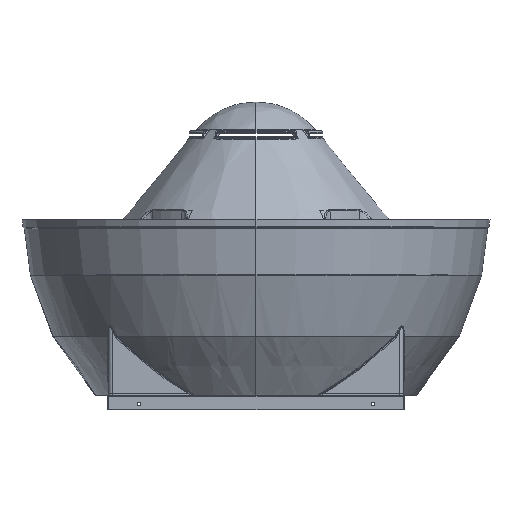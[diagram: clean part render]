
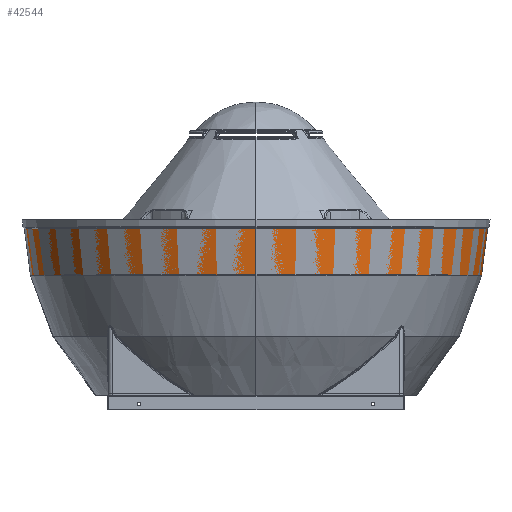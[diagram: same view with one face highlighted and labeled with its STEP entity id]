
A CAD part, left-side view. The second image highlights one B-rep face of the part: STEP entity #42544.
In plain terms, the highlighted conical face has half-angle 7.5 degrees and reference radius 578.5 mm.
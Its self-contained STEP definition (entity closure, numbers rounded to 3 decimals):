
#3984 = LINE ( 'NONE', #61843, #60990 ) ;
#10099 = ORIENTED_EDGE ( 'NONE', *, *, #62298, .T. ) ;
#11231 = CARTESIAN_POINT ( 'NONE',  ( 0., 308.006, 0. ) ) ;
#11783 = CARTESIAN_POINT ( 'NONE',  ( 0., 426.595, 594.113 ) ) ;
#12423 = LINE ( 'NONE', #29459, #36489 ) ;
#18368 = DIRECTION ( 'NONE',  ( 0., 0., -1. ) ) ;
#25651 = ORIENTED_EDGE ( 'NONE', *, *, #72759, .F. ) ;
#26083 = CARTESIAN_POINT ( 'NONE',  ( 0., 426.595, 0. ) ) ;
#26938 = CONICAL_SURFACE ( 'NONE', #32075, 578.5, 0.131 ) ;
#28984 = DIRECTION ( 'NONE',  ( 0., 0.991, -0.131 ) ) ;
#29459 = CARTESIAN_POINT ( 'NONE',  ( 0., 308.006, -578.5 ) ) ;
#30172 = CIRCLE ( 'NONE', #54843, 594.113 ) ;
#31742 = EDGE_LOOP ( 'NONE', ( #25651, #73083, #47101, #10099 ) ) ;
#32075 = AXIS2_PLACEMENT_3D ( 'NONE', #11231, #61793, #41832 ) ;
#32675 = CIRCLE ( 'NONE', #38286, 578.5 ) ;
#33040 = DIRECTION ( 'NONE',  ( 0., 0., -1. ) ) ;
#36489 = VECTOR ( 'NONE', #28984, 1000. ) ;
#36866 = VERTEX_POINT ( 'NONE', #57184 ) ;
#38286 = AXIS2_PLACEMENT_3D ( 'NONE', #46769, #51749, #18368 ) ;
#41832 = DIRECTION ( 'NONE',  ( 0., 0., 1. ) ) ;
#42544 = ADVANCED_FACE ( 'NONE', ( #51188 ), #26938, .T. ) ;
#42974 = EDGE_CURVE ( 'NONE', #52015, #64712, #32675, .T. ) ;
#46769 = CARTESIAN_POINT ( 'NONE',  ( 0., 308.006, 0. ) ) ;
#47101 = ORIENTED_EDGE ( 'NONE', *, *, #47125, .T. ) ;
#47125 = EDGE_CURVE ( 'NONE', #52015, #72809, #3984, .T. ) ;
#50161 = DIRECTION ( 'NONE',  ( 0., 0.991, 0.131 ) ) ;
#51188 = FACE_OUTER_BOUND ( 'NONE', #31742, .T. ) ;
#51324 = CARTESIAN_POINT ( 'NONE',  ( 0., 308.006, -578.5 ) ) ;
#51749 = DIRECTION ( 'NONE',  ( 0., -1., 0. ) ) ;
#52015 = VERTEX_POINT ( 'NONE', #72009 ) ;
#54843 = AXIS2_PLACEMENT_3D ( 'NONE', #26083, #71659, #33040 ) ;
#57184 = CARTESIAN_POINT ( 'NONE',  ( 0., 426.595, -594.113 ) ) ;
#60990 = VECTOR ( 'NONE', #50161, 1000. ) ;
#61793 = DIRECTION ( 'NONE',  ( 0., 1., 0. ) ) ;
#61843 = CARTESIAN_POINT ( 'NONE',  ( 0., 308.006, 578.5 ) ) ;
#62298 = EDGE_CURVE ( 'NONE', #72809, #36866, #30172, .T. ) ;
#64712 = VERTEX_POINT ( 'NONE', #51324 ) ;
#71659 = DIRECTION ( 'NONE',  ( 0., -1., 0. ) ) ;
#72009 = CARTESIAN_POINT ( 'NONE',  ( 0., 308.006, 578.5 ) ) ;
#72759 = EDGE_CURVE ( 'NONE', #64712, #36866, #12423, .T. ) ;
#72809 = VERTEX_POINT ( 'NONE', #11783 ) ;
#73083 = ORIENTED_EDGE ( 'NONE', *, *, #42974, .F. ) ;
